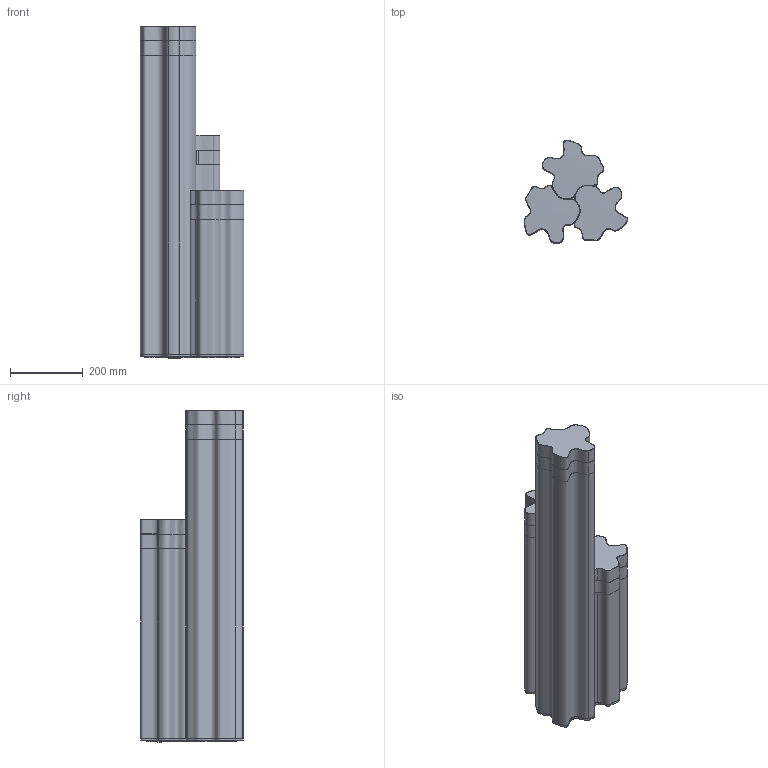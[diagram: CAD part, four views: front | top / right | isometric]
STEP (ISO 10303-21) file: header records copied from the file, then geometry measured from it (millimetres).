
FILE_DESCRIPTION(/* description */ (''),/* implementation_level */ '2;1');
FILE_NAME(/* name */ 'T416700_LOGICO GARDEN 3X120',/* time_stamp */ '2018-01-25T10:37:52+01:00',/* author */ (''),/* organization */ (''),/* preprocessor_version */ 'ST-DEVELOPER v15',/* originating_system */ '',/* authorisation */ '');
FILE_SCHEMA (('CONFIG_CONTROL_DESIGN'));
Length unit declared in the file: millimetre
Products named in the file (1): Document
Bounding box: 284.25 x 281.22 x 910.67 mm (x, y, z)
Surface area: 1327327.8 mm2 (no closed solid volume)
Topology: 0 solids, 48 shells, 179 faces, 852 edges, 708 vertices
Faces by surface type: bspline 100, plane 79
Entity records: 23496 total; most frequent: CARTESIAN_POINT 19388, ORIENTED_EDGE 995, EDGE_CURVE 850, VERTEX_POINT 705, B_SPLINE_CURVE_WITH_KNOTS 543, EDGE_LOOP 186, ADVANCED_FACE 179, FACE_OUTER_BOUND 179
